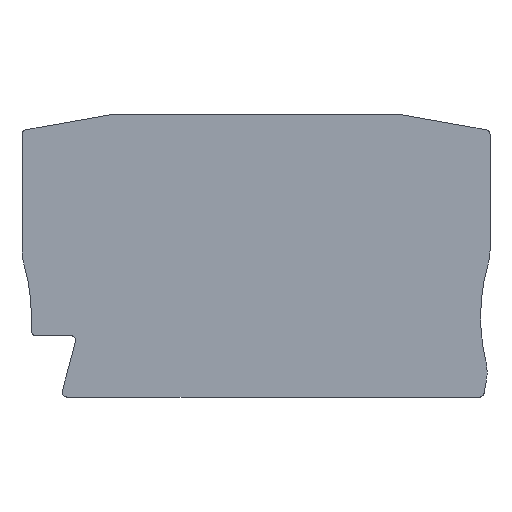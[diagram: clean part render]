
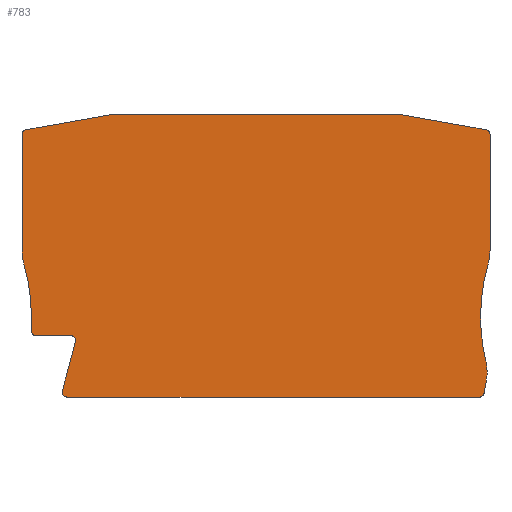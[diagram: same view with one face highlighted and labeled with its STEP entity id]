
A CAD part, top view. The second image highlights one B-rep face of the part: STEP entity #783.
In plain terms, the highlighted planar face has unit normal (0, 0, 1).
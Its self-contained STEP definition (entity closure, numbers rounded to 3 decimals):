
#205=DIRECTION('',(1.,0.,0.));
#206=VECTOR('',#205,43.729);
#207=CARTESIAN_POINT('',(-21.748,0.5,1.5));
#208=LINE('',#207,#206);
#212=CARTESIAN_POINT('',(-21.748,1.,1.5));
#213=DIRECTION('',(0.,0.,1.));
#214=DIRECTION('',(-1.,0.,0.));
#215=AXIS2_PLACEMENT_3D('',#212,#213,#214);
#220=CARTESIAN_POINT('',(-21.748,1.,1.5));
#221=DIRECTION('',(0.,0.,1.));
#222=DIRECTION('',(-0.966,0.259,0.));
#223=AXIS2_PLACEMENT_3D('',#220,#221,#222);
#228=DIRECTION('',(-0.259,-0.966,0.));
#229=VECTOR('',#228,5.426);
#230=CARTESIAN_POINT('',(-20.827,6.371,1.5));
#231=LINE('',#230,#229);
#235=CARTESIAN_POINT('',(-21.31,6.5,1.5));
#236=DIRECTION('',(0.,0.,-1.));
#237=DIRECTION('',(0.,1.,0.));
#238=AXIS2_PLACEMENT_3D('',#235,#236,#237);
#243=CARTESIAN_POINT('',(-25.,7.5,1.5));
#244=DIRECTION('',(0.,0.,1.));
#245=DIRECTION('',(-1.,0.,0.));
#246=AXIS2_PLACEMENT_3D('',#243,#244,#245);
#251=DIRECTION('',(0.,-1.,0.));
#252=VECTOR('',#251,1.5);
#253=CARTESIAN_POINT('',(-25.5,9.,1.5));
#254=LINE('',#253,#252);
#258=CARTESIAN_POINT('',(-45.5,9.,1.5));
#259=DIRECTION('',(0.,0.,-1.));
#260=DIRECTION('',(0.96,0.28,0.));
#261=AXIS2_PLACEMENT_3D('',#258,#259,#260);
#266=CARTESIAN_POINT('',(-21.5,16.,1.5));
#267=DIRECTION('',(0.,0.,1.));
#268=DIRECTION('',(-1.,0.,0.));
#269=AXIS2_PLACEMENT_3D('',#266,#267,#268);
#274=CARTESIAN_POINT('',(-26.,28.341,1.5));
#275=DIRECTION('',(0.,0.,1.));
#276=DIRECTION('',(-0.174,0.985,0.));
#277=AXIS2_PLACEMENT_3D('',#274,#275,#276);
#282=DIRECTION('',(-0.985,-0.174,0.));
#283=VECTOR('',#282,9.024);
#284=CARTESIAN_POINT('',(-17.2,30.4,1.5));
#285=LINE('',#284,#283);
#289=DIRECTION('',(-0.985,0.174,0.));
#290=VECTOR('',#289,9.024);
#291=CARTESIAN_POINT('',(22.687,28.833,1.5));
#292=LINE('',#291,#290);
#296=CARTESIAN_POINT('',(22.6,28.341,1.5));
#297=DIRECTION('',(0.,0.,1.));
#298=DIRECTION('',(1.,0.,0.));
#299=AXIS2_PLACEMENT_3D('',#296,#297,#298);
#304=DIRECTION('',(0.,1.,0.));
#305=VECTOR('',#304,12.341);
#306=CARTESIAN_POINT('',(23.1,16.,1.5));
#307=LINE('',#306,#305);
#311=CARTESIAN_POINT('',(18.1,16.,1.5));
#312=DIRECTION('',(0.,0.,1.));
#313=DIRECTION('',(0.96,-0.28,0.));
#314=AXIS2_PLACEMENT_3D('',#311,#312,#313);
#319=CARTESIAN_POINT('',(42.1,9.,1.5));
#320=DIRECTION('',(0.,0.,-1.));
#321=DIRECTION('',(-1.,0.,0.));
#322=AXIS2_PLACEMENT_3D('',#319,#320,#321);
#327=CARTESIAN_POINT('',(42.1,9.,1.5));
#328=DIRECTION('',(0.,0.,-1.));
#329=DIRECTION('',(-0.972,-0.234,0.));
#330=AXIS2_PLACEMENT_3D('',#327,#328,#329);
#335=CARTESIAN_POINT('',(17.792,3.159,1.5));
#336=DIRECTION('',(0.,0.,1.));
#337=DIRECTION('',(1.,0.,0.));
#338=AXIS2_PLACEMENT_3D('',#335,#336,#337);
#343=CARTESIAN_POINT('',(17.792,3.159,1.5));
#344=DIRECTION('',(0.,0.,1.));
#345=DIRECTION('',(0.985,-0.174,0.));
#346=AXIS2_PLACEMENT_3D('',#343,#344,#345);
#351=DIRECTION('',(0.174,0.985,0.));
#352=VECTOR('',#351,1.399);
#353=CARTESIAN_POINT('',(22.473,0.913,1.5));
#354=LINE('',#353,#352);
#358=CARTESIAN_POINT('',(21.98,1.,1.5));
#359=DIRECTION('',(0.,0.,1.));
#360=DIRECTION('',(0.,-1.,0.));
#361=AXIS2_PLACEMENT_3D('',#358,#359,#360);
#394=DIRECTION('',(-1.,0.,0.));
#395=VECTOR('',#394,3.69);
#396=CARTESIAN_POINT('',(-21.31,7.,1.5));
#397=LINE('',#396,#395);
#443=DIRECTION('',(0.,1.,0.));
#444=VECTOR('',#443,12.341);
#445=CARTESIAN_POINT('',(-26.5,16.,1.5));
#446=LINE('',#445,#444);
#464=DIRECTION('',(1.,0.,0.));
#465=VECTOR('',#464,31.);
#466=CARTESIAN_POINT('',(-17.2,30.4,1.5));
#467=LINE('',#466,#465);
#596=CARTESIAN_POINT('',(21.98,0.5,1.5));
#597=VERTEX_POINT('',#596);
#598=CARTESIAN_POINT('',(-21.748,0.5,1.5));
#599=VERTEX_POINT('',#598);
#600=CARTESIAN_POINT('',(-22.231,1.129,1.5));
#601=CARTESIAN_POINT('',(-22.248,1.,1.5));
#602=VERTEX_POINT('',#600);
#603=VERTEX_POINT('',#601);
#604=CARTESIAN_POINT('',(-20.827,6.371,1.5));
#605=VERTEX_POINT('',#604);
#606=CARTESIAN_POINT('',(-21.31,7.,1.5));
#607=VERTEX_POINT('',#606);
#608=CARTESIAN_POINT('',(-25.,7.,1.5));
#609=VERTEX_POINT('',#608);
#610=CARTESIAN_POINT('',(-25.5,7.5,1.5));
#611=VERTEX_POINT('',#610);
#612=CARTESIAN_POINT('',(-25.5,9.,1.5));
#613=VERTEX_POINT('',#612);
#614=CARTESIAN_POINT('',(-26.3,14.6,1.5));
#615=VERTEX_POINT('',#614);
#616=CARTESIAN_POINT('',(-26.5,16.,1.5));
#617=VERTEX_POINT('',#616);
#618=CARTESIAN_POINT('',(-26.5,28.341,1.5));
#619=VERTEX_POINT('',#618);
#620=CARTESIAN_POINT('',(-26.087,28.833,1.5));
#621=VERTEX_POINT('',#620);
#622=CARTESIAN_POINT('',(-17.2,30.4,1.5));
#623=VERTEX_POINT('',#622);
#624=CARTESIAN_POINT('',(13.8,30.4,1.5));
#625=VERTEX_POINT('',#624);
#626=CARTESIAN_POINT('',(22.687,28.833,1.5));
#627=VERTEX_POINT('',#626);
#628=CARTESIAN_POINT('',(23.1,28.341,1.5));
#629=VERTEX_POINT('',#628);
#630=CARTESIAN_POINT('',(23.1,16.,1.5));
#631=VERTEX_POINT('',#630);
#632=CARTESIAN_POINT('',(22.9,14.6,1.5));
#633=VERTEX_POINT('',#632);
#634=CARTESIAN_POINT('',(22.653,4.328,1.5));
#635=CARTESIAN_POINT('',(22.1,9.,1.5));
#636=VERTEX_POINT('',#634);
#637=VERTEX_POINT('',#635);
#638=CARTESIAN_POINT('',(22.716,2.291,1.5));
#639=CARTESIAN_POINT('',(22.792,3.159,1.5));
#640=VERTEX_POINT('',#638);
#641=VERTEX_POINT('',#639);
#642=CARTESIAN_POINT('',(22.473,0.913,1.5));
#643=VERTEX_POINT('',#642);
#729=CARTESIAN_POINT('',(3.991,0.5,1.5));
#730=DIRECTION('',(0.,0.,1.));
#731=DIRECTION('',(1.,0.,0.));
#732=AXIS2_PLACEMENT_3D('',#729,#730,#731);
#733=PLANE('',#732);
#734=ORIENTED_EDGE('',*,*,#712,.F.);
#736=ORIENTED_EDGE('',*,*,#735,.F.);
#738=ORIENTED_EDGE('',*,*,#737,.F.);
#740=ORIENTED_EDGE('',*,*,#739,.F.);
#742=ORIENTED_EDGE('',*,*,#741,.F.);
#744=ORIENTED_EDGE('',*,*,#743,.T.);
#746=ORIENTED_EDGE('',*,*,#745,.F.);
#748=ORIENTED_EDGE('',*,*,#747,.F.);
#750=ORIENTED_EDGE('',*,*,#749,.F.);
#752=ORIENTED_EDGE('',*,*,#751,.F.);
#754=ORIENTED_EDGE('',*,*,#753,.T.);
#756=ORIENTED_EDGE('',*,*,#755,.F.);
#758=ORIENTED_EDGE('',*,*,#757,.F.);
#760=ORIENTED_EDGE('',*,*,#759,.T.);
#762=ORIENTED_EDGE('',*,*,#761,.F.);
#764=ORIENTED_EDGE('',*,*,#763,.F.);
#766=ORIENTED_EDGE('',*,*,#765,.F.);
#768=ORIENTED_EDGE('',*,*,#767,.F.);
#770=ORIENTED_EDGE('',*,*,#769,.F.);
#772=ORIENTED_EDGE('',*,*,#771,.F.);
#774=ORIENTED_EDGE('',*,*,#773,.F.);
#776=ORIENTED_EDGE('',*,*,#775,.F.);
#778=ORIENTED_EDGE('',*,*,#777,.F.);
#780=ORIENTED_EDGE('',*,*,#779,.F.);
#781=EDGE_LOOP('',(#734,#736,#738,#740,#742,#744,#746,#748,#750,#752,#754,#756,
#758,#760,#762,#764,#766,#768,#770,#772,#774,#776,#778,#780));
#782=FACE_OUTER_BOUND('',#781,.F.);
#216=CIRCLE('',#215,0.5);
#224=CIRCLE('',#223,0.5);
#239=CIRCLE('',#238,0.5);
#247=CIRCLE('',#246,0.5);
#262=CIRCLE('',#261,20.);
#270=CIRCLE('',#269,5.);
#278=CIRCLE('',#277,0.5);
#300=CIRCLE('',#299,0.5);
#315=CIRCLE('',#314,5.);
#323=CIRCLE('',#322,20.);
#331=CIRCLE('',#330,20.);
#339=CIRCLE('',#338,5.);
#347=CIRCLE('',#346,5.);
#362=CIRCLE('',#361,0.5);
#712=EDGE_CURVE('',#599,#597,#208,.T.);
#735=EDGE_CURVE('',#603,#599,#216,.T.);
#737=EDGE_CURVE('',#602,#603,#224,.T.);
#739=EDGE_CURVE('',#605,#602,#231,.T.);
#741=EDGE_CURVE('',#607,#605,#239,.T.);
#743=EDGE_CURVE('',#607,#609,#397,.T.);
#745=EDGE_CURVE('',#611,#609,#247,.T.);
#747=EDGE_CURVE('',#613,#611,#254,.T.);
#749=EDGE_CURVE('',#615,#613,#262,.T.);
#751=EDGE_CURVE('',#617,#615,#270,.T.);
#753=EDGE_CURVE('',#617,#619,#446,.T.);
#755=EDGE_CURVE('',#621,#619,#278,.T.);
#757=EDGE_CURVE('',#623,#621,#285,.T.);
#759=EDGE_CURVE('',#623,#625,#467,.T.);
#761=EDGE_CURVE('',#627,#625,#292,.T.);
#763=EDGE_CURVE('',#629,#627,#300,.T.);
#765=EDGE_CURVE('',#631,#629,#307,.T.);
#767=EDGE_CURVE('',#633,#631,#315,.T.);
#769=EDGE_CURVE('',#637,#633,#323,.T.);
#771=EDGE_CURVE('',#636,#637,#331,.T.);
#773=EDGE_CURVE('',#641,#636,#339,.T.);
#775=EDGE_CURVE('',#640,#641,#347,.T.);
#777=EDGE_CURVE('',#643,#640,#354,.T.);
#779=EDGE_CURVE('',#597,#643,#362,.T.);
#783=ADVANCED_FACE('',(#782),#733,.T.);
